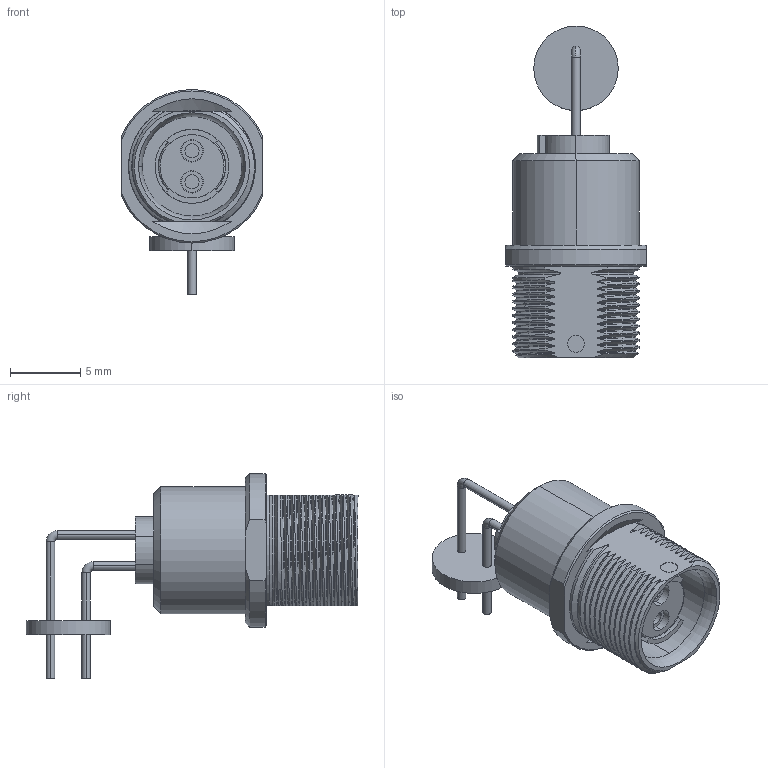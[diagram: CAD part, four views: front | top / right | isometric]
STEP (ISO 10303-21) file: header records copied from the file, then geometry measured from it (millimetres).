
FILE_DESCRIPTION((''),'2;1');
FILE_NAME('FISCHER_DBPC 102 A051-230_a.stp','2014-07-29T17:03:23',(''),(''),'Mechanical Desktop 2011','Mechanical Desktop 2011',', , ');
FILE_SCHEMA(('AUTOMOTIVE_DESIGN { 1 2 10303 214 1 1 1 1 }'));
Length unit declared in the file: millimetre
Products named in the file (1): Product
Bounding box: 10 x 23.57 x 14.55 mm (x, y, z)
Volume: 719.4 mm3; surface area: 1760 mm2
Topology: 10 solids, 10 shells, 227 faces, 604 edges, 408 vertices
Faces by surface type: cylinder 83, bspline 74, plane 45, cone 15, torus 10
Entity records: 13336 total; most frequent: CARTESIAN_POINT 8203, ORIENTED_EDGE 1208, DIRECTION 797, EDGE_CURVE 604, VERTEX_POINT 408, AXIS2_PLACEMENT_3D 324, B_SPLINE_CURVE_WITH_KNOTS 266, EDGE_LOOP 250
